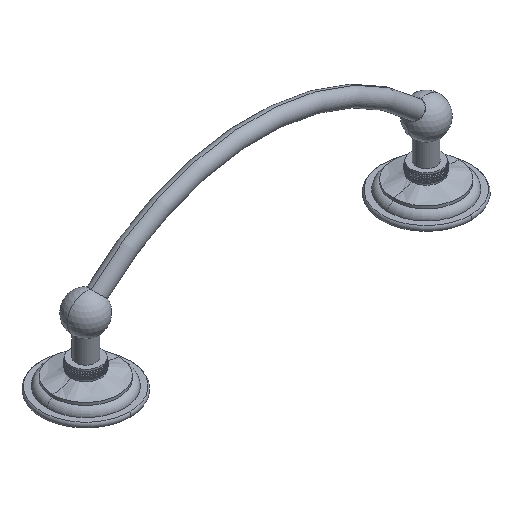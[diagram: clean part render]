
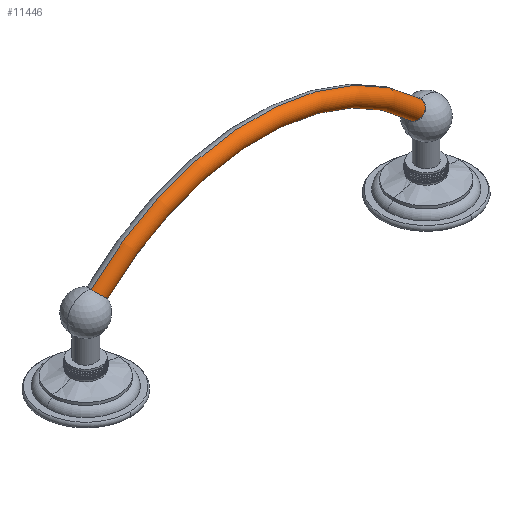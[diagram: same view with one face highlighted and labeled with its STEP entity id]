
A CAD part, isometric view. The second image highlights one B-rep face of the part: STEP entity #11446.
In plain terms, the highlighted toroidal (fillet/blend) face has major radius 136.233 mm and minor radius 5.004 mm.
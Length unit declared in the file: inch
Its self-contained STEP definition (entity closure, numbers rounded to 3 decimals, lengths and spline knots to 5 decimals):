
#2894=CARTESIAN_POINT('',(0.40592,0.,1.62115));
#2920=CARTESIAN_POINT('',(0.12729,0.,1.89978));
#2922=CARTESIAN_POINT('',(0.12729,0.,1.89978));
#2923=CARTESIAN_POINT('',(0.12729,-0.00853,
1.89978));
#2924=CARTESIAN_POINT('',(0.12806,-0.02544,
1.89901));
#2925=CARTESIAN_POINT('',(0.13155,-0.0506,
1.89552));
#2926=CARTESIAN_POINT('',(0.13731,-0.07484,
1.88976));
#2927=CARTESIAN_POINT('',(0.14522,-0.09781,
1.88185));
#2928=CARTESIAN_POINT('',(0.15518,-0.11918,
1.8719));
#2929=CARTESIAN_POINT('',(0.16716,-0.13879,
1.85991));
#2930=CARTESIAN_POINT('',(0.18089,-0.15601,
1.84619));
#2931=CARTESIAN_POINT('',(0.19597,-0.17045,
1.8311));
#2932=CARTESIAN_POINT('',(0.21234,-0.18207,
1.81474));
#2933=CARTESIAN_POINT('',(0.22997,-0.19068,
1.7971));
#2934=CARTESIAN_POINT('',(0.24827,-0.19587,
1.7788));
#2935=CARTESIAN_POINT('',(0.26663,-0.19757,
1.76044));
#2936=CARTESIAN_POINT('',(0.28497,-0.19586,
1.7421));
#2937=CARTESIAN_POINT('',(0.30328,-0.19066,
1.72379));
#2938=CARTESIAN_POINT('',(0.3209,-0.18205,
1.70618));
#2939=CARTESIAN_POINT('',(0.33724,-0.17044,
1.68983));
#2940=CARTESIAN_POINT('',(0.35233,-0.156,
1.67474));
#2941=CARTESIAN_POINT('',(0.36606,-0.13877,
1.66101));
#2942=CARTESIAN_POINT('',(0.37803,-0.11917,
1.64904));
#2943=CARTESIAN_POINT('',(0.38798,-0.09782,
1.63909));
#2944=CARTESIAN_POINT('',(0.39589,-0.07484,
1.63118));
#2945=CARTESIAN_POINT('',(0.40165,-0.0506,
1.62542));
#2946=CARTESIAN_POINT('',(0.40514,-0.02545,
1.62193));
#2947=CARTESIAN_POINT('',(0.40592,-0.00853,
1.62115));
#2948=CARTESIAN_POINT('',(0.40592,0.,1.62115));
#2973=CARTESIAN_POINT('',(4.,0.,-2.09036));
#2974=DIRECTION('',(0.,1.,0.));
#2975=DIRECTION('',(-0.696,0.,0.718));
#2976=AXIS2_PLACEMENT_3D('',#2973,#2974,#2975);
#2978=CARTESIAN_POINT('',(4.,0.,-2.09036));
#2979=DIRECTION('',(0.,1.,0.));
#2980=DIRECTION('',(-0.696,0.,0.718));
#2981=AXIS2_PLACEMENT_3D('',#2978,#2979,#2980);
#2983=CARTESIAN_POINT('',(7.87271,0.,1.89978));
#3009=CARTESIAN_POINT('',(7.59408,0.,1.62115));
#3011=CARTESIAN_POINT('',(7.59408,0.,1.62115));
#3012=CARTESIAN_POINT('',(7.59408,-0.00853,
1.62115));
#3013=CARTESIAN_POINT('',(7.59486,-0.02545,
1.62193));
#3014=CARTESIAN_POINT('',(7.59835,-0.0506,
1.62542));
#3015=CARTESIAN_POINT('',(7.60411,-0.07484,
1.63118));
#3016=CARTESIAN_POINT('',(7.61202,-0.09782,
1.63909));
#3017=CARTESIAN_POINT('',(7.62197,-0.11917,
1.64904));
#3018=CARTESIAN_POINT('',(7.63394,-0.13877,
1.66101));
#3019=CARTESIAN_POINT('',(7.64767,-0.156,
1.67474));
#3020=CARTESIAN_POINT('',(7.66276,-0.17044,
1.68983));
#3021=CARTESIAN_POINT('',(7.6791,-0.18205,
1.70618));
#3022=CARTESIAN_POINT('',(7.69672,-0.19066,
1.72379));
#3023=CARTESIAN_POINT('',(7.71503,-0.19586,
1.7421));
#3024=CARTESIAN_POINT('',(7.73337,-0.19757,
1.76044));
#3025=CARTESIAN_POINT('',(7.75173,-0.19587,
1.7788));
#3026=CARTESIAN_POINT('',(7.77003,-0.19068,
1.7971));
#3027=CARTESIAN_POINT('',(7.78766,-0.18207,
1.81474));
#3028=CARTESIAN_POINT('',(7.80403,-0.17045,
1.8311));
#3029=CARTESIAN_POINT('',(7.81911,-0.15601,
1.84619));
#3030=CARTESIAN_POINT('',(7.83284,-0.13879,
1.85991));
#3031=CARTESIAN_POINT('',(7.84482,-0.11918,
1.8719));
#3032=CARTESIAN_POINT('',(7.85478,-0.09781,
1.88185));
#3033=CARTESIAN_POINT('',(7.86269,-0.07484,
1.88976));
#3034=CARTESIAN_POINT('',(7.86845,-0.0506,
1.89552));
#3035=CARTESIAN_POINT('',(7.87194,-0.02544,
1.89901));
#3036=CARTESIAN_POINT('',(7.87271,-0.00853,
1.89978));
#3037=CARTESIAN_POINT('',(7.87271,0.,1.89978));
#7002=VERTEX_POINT('',#2894);
#7003=VERTEX_POINT('',#2920);
#7004=VERTEX_POINT('',#2983);
#7005=VERTEX_POINT('',#3009);
#11434=CARTESIAN_POINT('',(4.,0.,-2.09036));
#11435=DIRECTION('',(0.,1.,0.));
#11436=DIRECTION('',(0.707,0.,-0.707));
#11437=AXIS2_PLACEMENT_3D('',#11434,#11435,#11436);
#11438=TOROIDAL_SURFACE('',#11437,5.3635,0.197);
#11439=ORIENTED_EDGE('',*,*,#11388,.F.);
#11440=ORIENTED_EDGE('',*,*,#11429,.T.);
#11442=ORIENTED_EDGE('',*,*,#11441,.F.);
#11443=ORIENTED_EDGE('',*,*,#11425,.F.);
#11444=EDGE_LOOP('',(#11439,#11440,#11442,#11443));
#11445=FACE_OUTER_BOUND('',#11444,.F.);
#11446=ADVANCED_FACE('',(#11445),#11438,.T.);
#2949=B_SPLINE_CURVE_WITH_KNOTS('',3,(#2922,#2923,#2924,#2925,#2926,#2927,#2928,
#2929,#2930,#2931,#2932,#2933,#2934,#2935,#2936,#2937,#2938,#2939,#2940,#2941,
#2942,#2943,#2944,#2945,#2946,#2947,#2948),.UNSPECIFIED.,.F.,.F.,(4,1,1,1,1,1,1,
1,1,1,1,1,1,1,1,1,1,1,1,1,1,1,1,1,4),(0.,0.04167,0.08333,
0.125,0.16667,0.20833,0.25,0.29167,
0.33333,0.375,0.41667,0.45833,0.5,
0.54167,0.58333,0.625,0.66667,0.70833,
0.75,0.79167,0.83333,0.875,0.91667,
0.95833,1.),.UNSPECIFIED.);
#2977=CIRCLE('',#2976,5.1665);
#2982=CIRCLE('',#2981,5.5605);
#3038=B_SPLINE_CURVE_WITH_KNOTS('',3,(#3011,#3012,#3013,#3014,#3015,#3016,#3017,
#3018,#3019,#3020,#3021,#3022,#3023,#3024,#3025,#3026,#3027,#3028,#3029,#3030,
#3031,#3032,#3033,#3034,#3035,#3036,#3037),.UNSPECIFIED.,.F.,.F.,(4,1,1,1,1,1,1,
1,1,1,1,1,1,1,1,1,1,1,1,1,1,1,1,1,4),(0.,0.04167,0.08333,
0.125,0.16667,0.20833,0.25,0.29167,
0.33333,0.375,0.41667,0.45833,0.5,
0.54167,0.58333,0.625,0.66667,0.70833,
0.75,0.79167,0.83333,0.875,0.91667,
0.95833,1.),.UNSPECIFIED.);
#11388=EDGE_CURVE('',#7003,#7002,#2949,.T.);
#11425=EDGE_CURVE('',#7002,#7005,#2977,.T.);
#11429=EDGE_CURVE('',#7003,#7004,#2982,.T.);
#11441=EDGE_CURVE('',#7005,#7004,#3038,.T.);
